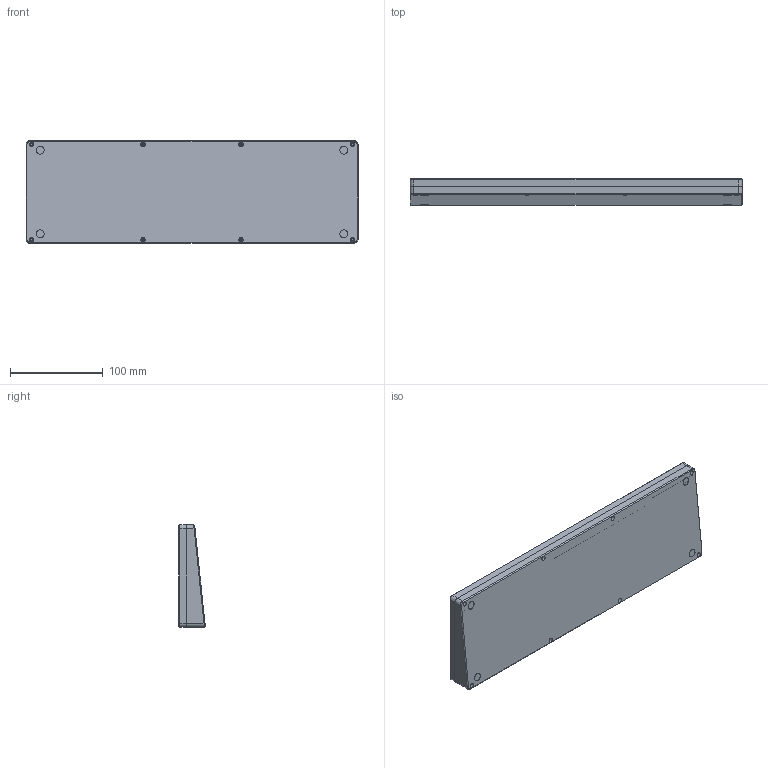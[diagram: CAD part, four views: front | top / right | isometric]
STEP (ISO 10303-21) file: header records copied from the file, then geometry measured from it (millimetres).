
FILE_DESCRIPTION(/* description */ (''),/* implementation_level */ '2;1');
FILE_NAME(/* name */ 'assembly.step',/* time_stamp */ '2023-04-22T18:29:57+02:00',/* author */ (''),/* organization */ (''),/* preprocessor_version */ 'ST-DEVELOPER v19.2',/* originating_system */ 'Autodesk Translation Framework v12.4.0.73',/* authorisation */ '');
FILE_SCHEMA (('AUTOMOTIVE_DESIGN { 1 0 10303 214 3 1 1 }'));
Length unit declared in the file: millimetre
Products named in the file (1): alex
Bounding box: 357.61 x 28.55 x 110.2 mm (x, y, z)
Volume: 359655.9 mm3; surface area: 179844.8 mm2
Topology: 3 solids, 3 shells, 1150 faces, 3259 edges, 2150 vertices
Faces by surface type: cylinder 565, plane 545, cone 32, bspline 8
Full cylindrical faces by diameter (mm): 2.075 x15, 2.529 x2, 2.7 x15, 3.8 x4, 4 x4, 4.7 x8, 8.5 x4
Entity records: 38206 total; most frequent: CARTESIAN_POINT 6772, DIRECTION 6686, ORIENTED_EDGE 6518, EDGE_CURVE 3259, AXIS2_PLACEMENT_3D 2304, VERTEX_POINT 2150, LINE 2078, VECTOR 2078
